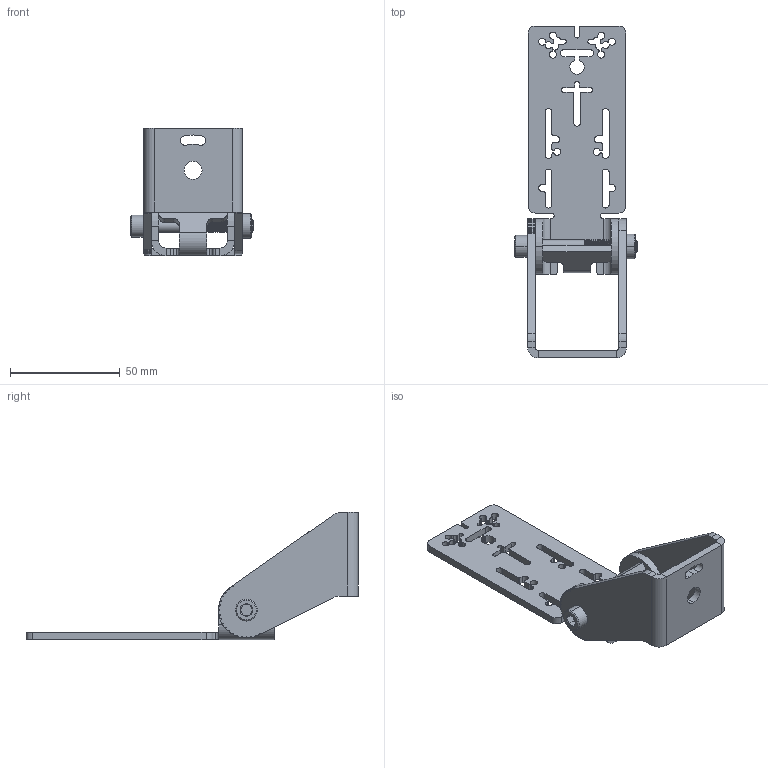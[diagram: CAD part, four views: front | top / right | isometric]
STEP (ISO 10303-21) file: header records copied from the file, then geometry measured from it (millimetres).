
FILE_DESCRIPTION (( 'STEP AP203' ), '1' );
FILE_NAME ('PTU-BQ.STEP', '2021-08-31T13:39:09', ( '' ), ( '' ), 'SwSTEP 2.0', 'SolidWorks 2020', '' );
FILE_SCHEMA (( 'CONFIG_CONTROL_DESIGN' ));
Length unit declared in the file: inch
Products named in the file (6): PTU-BQ; 91292A144_91292A144; SP-M6-2; 200301; 200300_BOM; 200454
Assembly tree (5 placements, depth 3):
  PTU-BQ
    200300_BOM
      200301
      SP-M6-2
    200454
    91292A144_91292A144
Bounding box: 56 x 151.18 x 57.91 mm (x, y, z)
Volume: 38564.1 mm3; surface area: 28406.6 mm2
Topology: 4 solids, 4 shells, 595 faces, 1662 edges, 1086 vertices
Faces by surface type: cylinder 357, plane 211, cone 24, bspline 3
Entity records: 23939 total; most frequent: CARTESIAN_POINT 7668, DIRECTION 3394, ORIENTED_EDGE 3324, EDGE_CURVE 1662, AXIS2_PLACEMENT_3D 1245, VERTEX_POINT 1086, LINE 904, VECTOR 904
